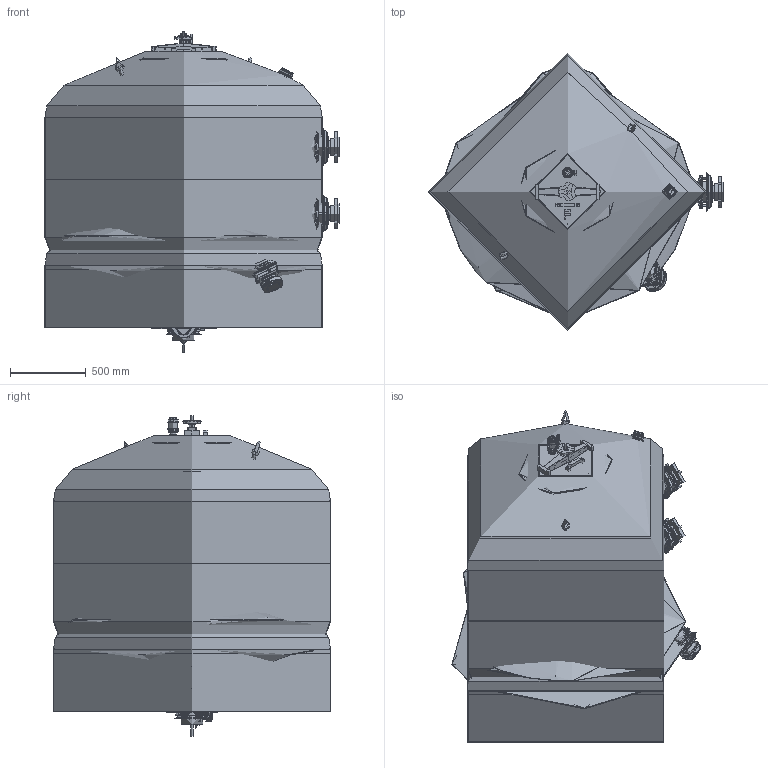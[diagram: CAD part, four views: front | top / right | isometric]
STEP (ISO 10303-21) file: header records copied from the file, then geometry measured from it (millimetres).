
FILE_DESCRIPTION( ( '' ), '1' );
FILE_NAME( '1800-90 VFSCN218090H.stp', '2017-07-06T10:03:55', ( 'Fiberpool Internacional' ), ( 'Fiberpool Internacional' ), 'PSStep 14.0', 'SolidEdgeST3', ' ' );
FILE_SCHEMA( ( 'AUTOMOTIVE_DESIGN { 1 0 10303 214 1 1 1 1 }' ) );
Length unit declared in the file: millimetre
Products named in the file (66): Válvula de bola 32-1pols; Volante Filtro; Sortida Descarga arena Ø90 2010-oa10; Brida tornillos d-90; TAPON NETVITC Ø 90 C-B (CON TORNILLERIA INOX 316); Manòmetre filtro industrial 2011 ; Tapa oval filtro industrial completa 2,5 BARS-oa9; Filtre 1800 FB HAYW 170705-oa14; Brida tornillos d-125-oa2; Brida Netvitc System Ø90; Junta Netvitc System Ø90 EPDM con anillo acero A-4; Desaigua filtre industrial 1pols-oa11; Assem1; Sortida tornillos d-90 1800-2000-oa3; Sortida tornillos d-90 1800-2000-oa1; Manòmetre  ; Base tapa ovalada filtro 2,5 BARS-oa7; ½ Brida Netvitc System Ø90; Screw_DIN_912_M8x40_v8.00; Nut_DIN_934_M8_v8.00; Junta Netvitc System Ø90 EPDM; Anillo Acero A-4 Netvitc System Ø90; Varilla Roscada M-14x165mm Inox 304; TUERCA SUPERIOR SUJ_JUNTA TAP_OV; Base tapa ovalada filtro 2,5 BAR Act-oa6; Volante filtro-oa8; INSERTO PARA VOLANTE M-14 FIBERPOOL; cos manòmetre filtre industrial; fons manòmetre; agulla manòmetre; vidre manòmetre; Tapon Netvitc System Ø90; Portabrida Netvitc System Ø90 PVC; CUERPO BRIDA DE TORNILLOS D-90 Rev140124; Tornillo M-10x55 Zinc. DIN 933; cos válvula 32-1pols; manguito valvula bola 32-1pols; femella valvula 32-1pols; maneta válvula 32-1pols; CUERPO BRIDA DE TORNILLOS D-125  ...
Bounding box: 1941 x 1830 x 2115.5 mm (x, y, z)
Volume: 432523439.5 mm3; surface area: 92354571.2 mm2
Topology: 332 solids, 332 shells, 8666 faces, 20876 edges, 13367 vertices
Faces by surface type: plane 5077, cylinder 2335, cone 536, bspline 362, torus 301, sphere 39, offset 10, extrusion 6
Full cylindrical faces by diameter (mm): 4 x48, 6 x45, 6.466 x11, 6.647 x11, 8 x30, 10 x127, 11.75 x3, 11.835 x10, 11.887 x4, 12 x5, 13 x19, 14 x27, 14.5 x5, 15.5 x4, 16 x5, 16.5 x4, 18 x40, 19.6 x5, 21 x8, 21.403 x15, 22 x3, 22.5 x4, 23 x8, 23.5 x8, 24 x10, 24.376 x4, 25 x15, 26 x24, 26.3 x4, 27 x4
Entity records: 86203 total; most frequent: CARTESIAN_POINT 45312, DIRECTION 6291, ORIENTED_EDGE 5626, EDGE_CURVE 2813, AXIS2_PLACEMENT_3D 2391, VERTEX_POINT 1941, EDGE_LOOP 1816, FACE_OUTER_BOUND 1547
